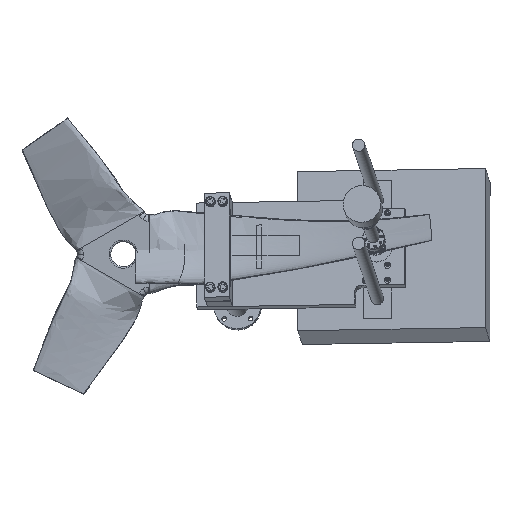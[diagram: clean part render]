
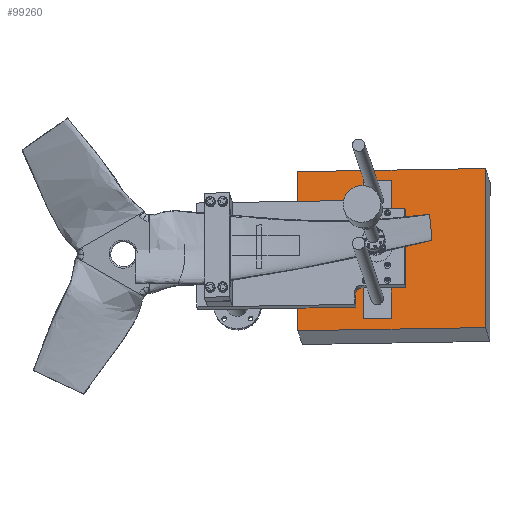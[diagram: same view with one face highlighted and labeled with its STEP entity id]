
A CAD part, left-side view. The second image highlights one B-rep face of the part: STEP entity #99260.
In plain terms, the highlighted free-form (B-spline) face has degree [1, 1] with [2, 2] control points.
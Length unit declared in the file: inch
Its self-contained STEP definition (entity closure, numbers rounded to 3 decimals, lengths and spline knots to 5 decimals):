
#99142=CARTESIAN_POINT('V38',(1.16283,-53.23157,
   -11.77893));
#99143=VERTEX_POINT('V38',#99142);
#99144=CARTESIAN_POINT('V42',(3.34904,-23.31543,
   -12.27369));
#99145=VERTEX_POINT('V42',#99144);
#99146=CARTESIAN_POINT('E57',(1.16283,-53.23157,
   -11.77893));
#99147=CARTESIAN_POINT('E57',(3.34904,-23.31543,
   -12.27369));
#99148=B_SPLINE_CURVE_WITH_KNOTS('E57',1,(#99146,#99147),
   .POLYLINE_FORM.,.F.,.U.,(2,2),(0.0,3.0),.UNSPECIFIED.);
#99149=EDGE_CURVE('E57',#99143,#99145,#99148,.T.);
#99178=CARTESIAN_POINT('V34',(6.90181,-53.23157,
   13.57978));
#99179=VERTEX_POINT('V34',#99178);
#99180=CARTESIAN_POINT('E53',(6.90181,-53.23157,
   13.57978));
#99181=CARTESIAN_POINT('E53',(1.16283,-53.23157,
   -11.77893));
#99182=B_SPLINE_CURVE_WITH_KNOTS('E53',1,(#99180,#99181),
   .POLYLINE_FORM.,.F.,.U.,(2,2),(0.0,2.6),
   .UNSPECIFIED.);
#99183=EDGE_CURVE('E53',#99179,#99143,#99182,.T.);
#99228=CARTESIAN_POINT('V33',(9.08801,-23.31543,
   13.08502));
#99229=VERTEX_POINT('V33',#99228);
#99230=CARTESIAN_POINT('E61',(3.34904,-23.31543,
   -12.27369));
#99231=CARTESIAN_POINT('E61',(9.08801,-23.31543,
   13.08502));
#99232=B_SPLINE_CURVE_WITH_KNOTS('E61',1,(#99230,#99231),
   .POLYLINE_FORM.,.F.,.U.,(2,2),(0.0,2.6),
   .UNSPECIFIED.);
#99233=EDGE_CURVE('E61',#99145,#99229,#99232,.T.);
#99245=CARTESIAN_POINT('F36',(7.16309,-55.18613,
   15.39777));
#99246=CARTESIAN_POINT('F36',(9.63496,-21.36086,
   14.83835));
#99247=CARTESIAN_POINT('F36',(0.61588,-55.18613,
   -13.53226));
#99248=CARTESIAN_POINT('F36',(3.08776,-21.36086,
   -14.09168));
#99249=QUASI_UNIFORM_SURFACE('F36',1,1,((#99245,#99247),(#99246,
   #99248)),.PLANE_SURF.,.F.,.F.,.U.);
#99250=CARTESIAN_POINT('E49',(9.08801,-23.31543,
   13.08502));
#99251=CARTESIAN_POINT('E49',(6.90181,-53.23157,
   13.57978));
#99252=B_SPLINE_CURVE_WITH_KNOTS('E49',1,(#99250,#99251),
   .POLYLINE_FORM.,.F.,.U.,(2,2),(0.0,3.0),.UNSPECIFIED.);
#99253=EDGE_CURVE('E49',#99229,#99179,#99252,.T.);
#99254=ORIENTED_EDGE('E49',*,*,#99253,.F.);
#99255=ORIENTED_EDGE('E61',*,*,#99233,.F.);
#99256=ORIENTED_EDGE('E57',*,*,#99149,.F.);
#99257=ORIENTED_EDGE('E53',*,*,#99183,.F.);
#99258=EDGE_LOOP('F36',(#99254,#99255,#99256,#99257));
#99259=FACE_OUTER_BOUND('F36',#99258,.T.);
#99260=ADVANCED_FACE('F36',(#99259),#99249,.T.);
